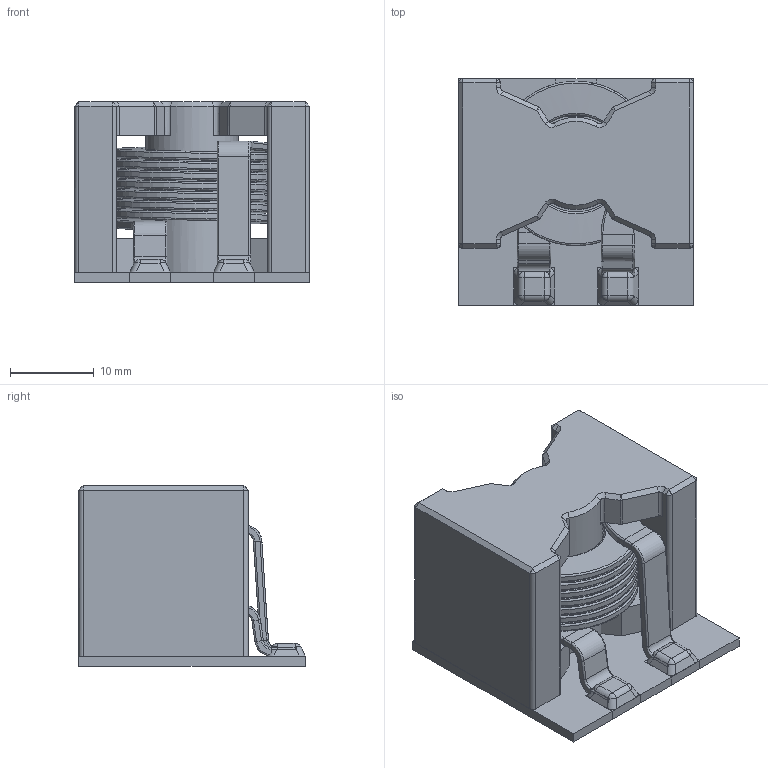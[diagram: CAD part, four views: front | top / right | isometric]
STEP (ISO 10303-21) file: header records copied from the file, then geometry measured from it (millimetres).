
FILE_DESCRIPTION (( 'STEP AP214' ), '1' );
FILE_NAME ('錨璃14.STEP', '2024-07-11T09:44:06', ( '' ), ( '' ), 'SwSTEP 2.0', 'SolidWorks 2021', '' );
FILE_SCHEMA (( 'AUTOMOTIVE_DESIGN' ));
Length unit declared in the file: millimetre
Products named in the file (1): 錨璃14
Bounding box: 28 x 27 x 21.5 mm (x, y, z)
Volume: 9575.7 mm3; surface area: 9539 mm2
Topology: 8 solids, 8 shells, 499 faces, 1244 edges, 764 vertices
Faces by surface type: plane 250, bspline 206, cylinder 21, cone 14, sphere 8
Entity records: 26440 total; most frequent: CARTESIAN_POINT 10462, ORIENTED_EDGE 2464, DIRECTION 1580, EDGE_CURVE 1232, VERTEX_POINT 764, VECTOR 760, LINE 760, EDGE_LOOP 518
